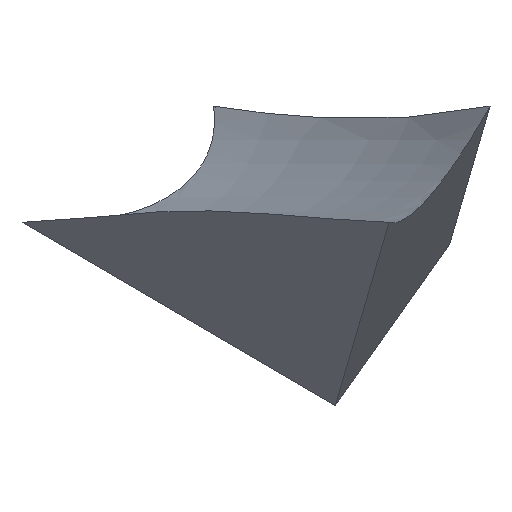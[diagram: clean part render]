
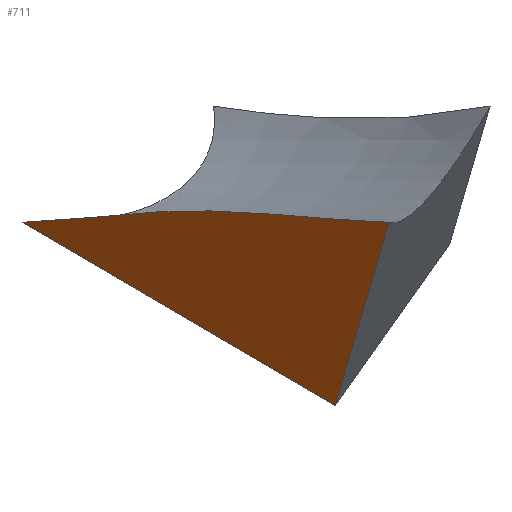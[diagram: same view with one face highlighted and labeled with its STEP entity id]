
A CAD part, front view. The second image highlights one B-rep face of the part: STEP entity #711.
In plain terms, the highlighted planar face has unit normal (-0.5, -0.5, -0.707).
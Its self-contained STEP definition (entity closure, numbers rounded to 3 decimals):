
#44 = PLANE('',#45);
#45 = AXIS2_PLACEMENT_3D('',#46,#47,#48);
#46 = CARTESIAN_POINT('',(-0.464,9.536,1.));
#47 = DIRECTION('',(-0.146,0.854,-0.5));
#48 = DIRECTION('',(0.5,0.5,0.707));
#126 = TOROIDAL_SURFACE('',#127,10.,2.);
#127 = AXIS2_PLACEMENT_3D('',#128,#129,#130);
#128 = CARTESIAN_POINT('',(0.,0.,0.));
#129 = DIRECTION('',(-0.,-0.,-1.));
#130 = DIRECTION('',(1.,0.,0.));
#179 = PLANE('',#180);
#180 = AXIS2_PLACEMENT_3D('',#181,#182,#183);
#181 = CARTESIAN_POINT('',(9.536,-0.464,1.));
#182 = DIRECTION('',(0.854,-0.146,-0.5));
#183 = DIRECTION('',(0.5,0.5,0.707));
#194 = EDGE_CURVE('',#195,#197,#199,.T.);
#195 = VERTEX_POINT('',#196);
#196 = CARTESIAN_POINT('',(4.644,8.659,-1.992
    ));
#197 = VERTEX_POINT('',#198);
#198 = CARTESIAN_POINT('',(8.071,8.071,-4.));
#199 = SURFACE_CURVE('',#200,(#204,#211),.PCURVE_S1.);
#200 = LINE('',#201,#202);
#201 = CARTESIAN_POINT('',(-0.464,9.536,1.));
#202 = VECTOR('',#203,1.);
#203 = DIRECTION('',(0.854,-0.146,-0.5));
#204 = PCURVE('',#44,#205);
#205 = DEFINITIONAL_REPRESENTATION('',(#206),#210);
#206 = LINE('',#207,#208);
#207 = CARTESIAN_POINT('',(0.,0.));
#208 = VECTOR('',#209,1.);
#209 = DIRECTION('',(0.,1.));
#210 = ( GEOMETRIC_REPRESENTATION_CONTEXT(2) 
PARAMETRIC_REPRESENTATION_CONTEXT() REPRESENTATION_CONTEXT('2D SPACE',''
  ) );
#211 = PCURVE('',#212,#217);
#212 = PLANE('',#213);
#213 = AXIS2_PLACEMENT_3D('',#214,#215,#216);
#214 = CARTESIAN_POINT('',(1.,1.,6.));
#215 = DIRECTION('',(0.5,0.5,0.707));
#216 = DIRECTION('',(0.854,-0.146,-0.5));
#217 = DEFINITIONAL_REPRESENTATION('',(#218),#222);
#218 = LINE('',#219,#220);
#219 = CARTESIAN_POINT('',(0.,10.));
#220 = VECTOR('',#221,1.);
#221 = DIRECTION('',(1.,0.));
#222 = ( GEOMETRIC_REPRESENTATION_CONTEXT(2) 
PARAMETRIC_REPRESENTATION_CONTEXT() REPRESENTATION_CONTEXT('2D SPACE',''
  ) );
#415 = VERTEX_POINT('',#416);
#416 = CARTESIAN_POINT('',(8.659,4.644,-1.992
    ));
#581 = EDGE_CURVE('',#415,#197,#582,.T.);
#582 = SURFACE_CURVE('',#583,(#587,#594),.PCURVE_S1.);
#583 = LINE('',#584,#585);
#584 = CARTESIAN_POINT('',(9.536,-0.464,1.));
#585 = VECTOR('',#586,1.);
#586 = DIRECTION('',(-0.146,0.854,-0.5));
#587 = PCURVE('',#179,#588);
#588 = DEFINITIONAL_REPRESENTATION('',(#589),#593);
#589 = LINE('',#590,#591);
#590 = CARTESIAN_POINT('',(0.,0.));
#591 = VECTOR('',#592,1.);
#592 = DIRECTION('',(0.,-1.));
#593 = ( GEOMETRIC_REPRESENTATION_CONTEXT(2) 
PARAMETRIC_REPRESENTATION_CONTEXT() REPRESENTATION_CONTEXT('2D SPACE',''
  ) );
#594 = PCURVE('',#212,#595);
#595 = DEFINITIONAL_REPRESENTATION('',(#596),#600);
#596 = LINE('',#597,#598);
#597 = CARTESIAN_POINT('',(10.,0.));
#598 = VECTOR('',#599,1.);
#599 = DIRECTION('',(0.,1.));
#600 = ( GEOMETRIC_REPRESENTATION_CONTEXT(2) 
PARAMETRIC_REPRESENTATION_CONTEXT() REPRESENTATION_CONTEXT('2D SPACE',''
  ) );
#610 = EDGE_CURVE('',#195,#415,#611,.T.);
#611 = SURFACE_CURVE('',#612,(#643,#677),.PCURVE_S1.);
#612 = B_SPLINE_CURVE_WITH_KNOTS('',8,(#613,#614,#615,#616,#617,#618,
    #619,#620,#621,#622,#623,#624,#625,#626,#627,#628,#629,#630,#631,
    #632,#633,#634,#635,#636,#637,#638,#639,#640,#641,#642),
  .UNSPECIFIED.,.F.,.F.,(9,7,7,7,9),(0.,0.291,0.479,
    0.698,1.),.UNSPECIFIED.);
#613 = CARTESIAN_POINT('',(3.613,9.664,-1.975)
  );
#614 = CARTESIAN_POINT('',(3.845,9.459,-1.993
    ));
#615 = CARTESIAN_POINT('',(4.071,9.247,-2.003
    ));
#616 = CARTESIAN_POINT('',(4.293,9.029,-2.006)
  );
#617 = CARTESIAN_POINT('',(4.51,8.807,-2.003
    ));
#618 = CARTESIAN_POINT('',(4.724,8.581,-1.993
    ));
#619 = CARTESIAN_POINT('',(4.934,8.351,-1.98
    ));
#620 = CARTESIAN_POINT('',(5.141,8.119,-1.962
    ));
#621 = CARTESIAN_POINT('',(5.481,7.735,-1.932
    ));
#622 = CARTESIAN_POINT('',(5.615,7.584,-1.919
    ));
#623 = CARTESIAN_POINT('',(5.748,7.433,-1.906
    ));
#624 = CARTESIAN_POINT('',(5.882,7.282,-1.894
    ));
#625 = CARTESIAN_POINT('',(6.018,7.131,-1.883
    ));
#626 = CARTESIAN_POINT('',(6.155,6.982,-1.875
    ));
#627 = CARTESIAN_POINT('',(6.295,6.834,-1.869
    ));
#628 = CARTESIAN_POINT('',(6.602,6.52,-1.864
    ));
#629 = CARTESIAN_POINT('',(6.77,6.354,-1.866
    ));
#630 = CARTESIAN_POINT('',(6.941,6.191,-1.872
    ));
#631 = CARTESIAN_POINT('',(7.115,6.032,-1.882
    ));
#632 = CARTESIAN_POINT('',(7.29,5.875,-1.895
    ));
#633 = CARTESIAN_POINT('',(7.466,5.719,-1.909
    ));
#634 = CARTESIAN_POINT('',(7.642,5.564,-1.924)
  );
#635 = CARTESIAN_POINT('',(8.06,5.194,-1.958)
  );
#636 = CARTESIAN_POINT('',(8.301,4.98,-1.976)
  );
#637 = CARTESIAN_POINT('',(8.539,4.763,-1.992
    ));
#638 = CARTESIAN_POINT('',(8.774,4.542,-2.002
    ));
#639 = CARTESIAN_POINT('',(9.005,4.317,-2.006
    ));
#640 = CARTESIAN_POINT('',(9.231,4.088,-2.004
    ));
#641 = CARTESIAN_POINT('',(9.451,3.853,-1.993)
  );
#642 = CARTESIAN_POINT('',(9.664,3.613,-1.975)
  );
#643 = PCURVE('',#126,#644);
#644 = DEFINITIONAL_REPRESENTATION('',(#645),#676);
#645 = B_SPLINE_CURVE_WITH_KNOTS('',8,(#646,#647,#648,#649,#650,#651,
    #652,#653,#654,#655,#656,#657,#658,#659,#660,#661,#662,#663,#664,
    #665,#666,#667,#668,#669,#670,#671,#672,#673,#674,#675),
  .UNSPECIFIED.,.F.,.F.,(9,7,7,7,9),(0.,0.291,0.479,
    0.698,1.),.UNSPECIFIED.);
#646 = CARTESIAN_POINT('',(-1.213,1.411));
#647 = CARTESIAN_POINT('',(-1.185,1.468));
#648 = CARTESIAN_POINT('',(-1.157,1.523));
#649 = CARTESIAN_POINT('',(-1.128,1.576));
#650 = CARTESIAN_POINT('',(-1.098,1.628));
#651 = CARTESIAN_POINT('',(-1.068,1.678));
#652 = CARTESIAN_POINT('',(-1.038,1.725));
#653 = CARTESIAN_POINT('',(-1.007,1.769));
#654 = CARTESIAN_POINT('',(-0.954,1.834));
#655 = CARTESIAN_POINT('',(-0.934,1.858));
#656 = CARTESIAN_POINT('',(-0.913,1.88));
#657 = CARTESIAN_POINT('',(-0.891,1.899));
#658 = CARTESIAN_POINT('',(-0.87,1.914));
#659 = CARTESIAN_POINT('',(-0.848,1.926));
#660 = CARTESIAN_POINT('',(-0.826,1.934));
#661 = CARTESIAN_POINT('',(-0.779,1.941));
#662 = CARTESIAN_POINT('',(-0.754,1.939));
#663 = CARTESIAN_POINT('',(-0.728,1.931));
#664 = CARTESIAN_POINT('',(-0.703,1.917));
#665 = CARTESIAN_POINT('',(-0.678,1.898));
#666 = CARTESIAN_POINT('',(-0.653,1.875));
#667 = CARTESIAN_POINT('',(-0.629,1.849));
#668 = CARTESIAN_POINT('',(-0.572,1.781));
#669 = CARTESIAN_POINT('',(-0.54,1.736));
#670 = CARTESIAN_POINT('',(-0.508,1.687));
#671 = CARTESIAN_POINT('',(-0.477,1.636));
#672 = CARTESIAN_POINT('',(-0.446,1.582));
#673 = CARTESIAN_POINT('',(-0.416,1.527));
#674 = CARTESIAN_POINT('',(-0.387,1.47));
#675 = CARTESIAN_POINT('',(-0.358,1.411));
#676 = ( GEOMETRIC_REPRESENTATION_CONTEXT(2) 
PARAMETRIC_REPRESENTATION_CONTEXT() REPRESENTATION_CONTEXT('2D SPACE',''
  ) );
#677 = PCURVE('',#212,#678);
#678 = DEFINITIONAL_REPRESENTATION('',(#679),#710);
#679 = B_SPLINE_CURVE_WITH_KNOTS('',8,(#680,#681,#682,#683,#684,#685,
    #686,#687,#688,#689,#690,#691,#692,#693,#694,#695,#696,#697,#698,
    #699,#700,#701,#702,#703,#704,#705,#706,#707,#708,#709),
  .UNSPECIFIED.,.F.,.F.,(9,7,7,7,9),(0.,0.291,0.479,
    0.698,1.),.UNSPECIFIED.);
#680 = CARTESIAN_POINT('',(4.949,11.));
#681 = CARTESIAN_POINT('',(5.186,10.8));
#682 = CARTESIAN_POINT('',(5.415,10.591));
#683 = CARTESIAN_POINT('',(5.638,10.374));
#684 = CARTESIAN_POINT('',(5.854,10.151));
#685 = CARTESIAN_POINT('',(6.065,9.922));
#686 = CARTESIAN_POINT('',(6.271,9.688));
#687 = CARTESIAN_POINT('',(6.473,9.451));
#688 = CARTESIAN_POINT('',(6.805,9.059));
#689 = CARTESIAN_POINT('',(6.934,8.904));
#690 = CARTESIAN_POINT('',(7.064,8.749));
#691 = CARTESIAN_POINT('',(7.195,8.594));
#692 = CARTESIAN_POINT('',(7.327,8.44));
#693 = CARTESIAN_POINT('',(7.462,8.288));
#694 = CARTESIAN_POINT('',(7.6,8.139));
#695 = CARTESIAN_POINT('',(7.905,7.823));
#696 = CARTESIAN_POINT('',(8.074,7.658));
#697 = CARTESIAN_POINT('',(8.247,7.497));
#698 = CARTESIAN_POINT('',(8.423,7.34));
#699 = CARTESIAN_POINT('',(8.602,7.187));
#700 = CARTESIAN_POINT('',(8.783,7.035));
#701 = CARTESIAN_POINT('',(8.963,6.885));
#702 = CARTESIAN_POINT('',(9.39,6.525));
#703 = CARTESIAN_POINT('',(9.637,6.316));
#704 = CARTESIAN_POINT('',(9.88,6.104));
#705 = CARTESIAN_POINT('',(10.118,5.886));
#706 = CARTESIAN_POINT('',(10.35,5.662));
#707 = CARTESIAN_POINT('',(10.575,5.432));
#708 = CARTESIAN_POINT('',(10.792,5.194));
#709 = CARTESIAN_POINT('',(11.,4.949));
#710 = ( GEOMETRIC_REPRESENTATION_CONTEXT(2) 
PARAMETRIC_REPRESENTATION_CONTEXT() REPRESENTATION_CONTEXT('2D SPACE',''
  ) );
#711 = ADVANCED_FACE('',(#712),#212,.F.);
#712 = FACE_BOUND('',#713,.F.);
#713 = EDGE_LOOP('',(#714,#715,#716));
#714 = ORIENTED_EDGE('',*,*,#194,.F.);
#715 = ORIENTED_EDGE('',*,*,#610,.T.);
#716 = ORIENTED_EDGE('',*,*,#581,.T.);
